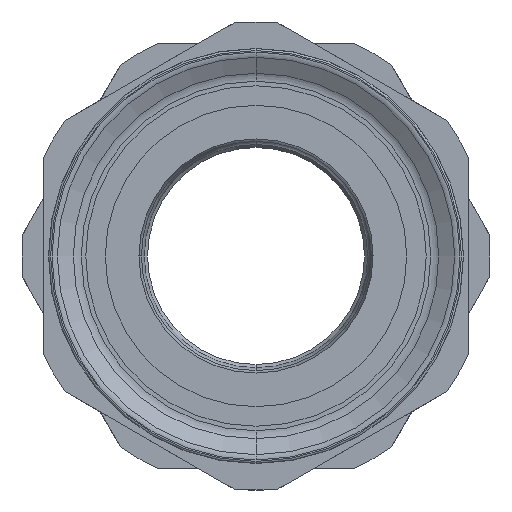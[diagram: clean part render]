
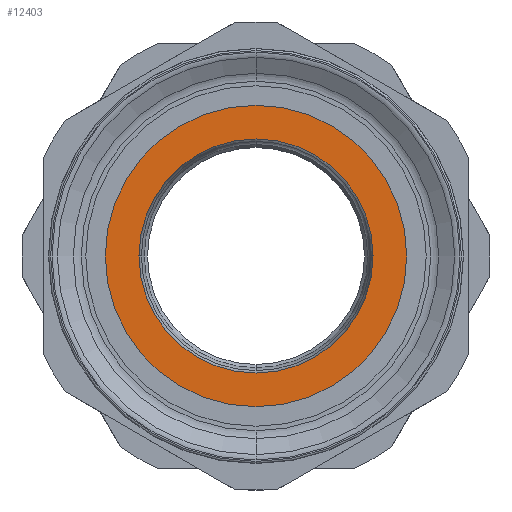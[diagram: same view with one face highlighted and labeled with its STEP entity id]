
A CAD part, front view. The second image highlights one B-rep face of the part: STEP entity #12403.
In plain terms, the highlighted face is planar.
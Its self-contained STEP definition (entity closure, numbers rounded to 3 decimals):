
#3331=CARTESIAN_POINT('',(-170.293,257.202,0.));
#3332=DIRECTION('',(-1.,0.,0.));
#3333=DIRECTION('',(0.,-1.,0.));
#3334=AXIS2_PLACEMENT_3D('',#3331,#3332,#3333);
#3340=CARTESIAN_POINT('',(-170.293,257.202,0.));
#3341=DIRECTION('',(-1.,0.,0.));
#3342=DIRECTION('',(0.,1.,0.));
#3343=AXIS2_PLACEMENT_3D('',#3340,#3341,#3342);
#3345=CARTESIAN_POINT('',(-170.293,257.202,0.));
#3346=DIRECTION('',(1.,0.,0.));
#3347=DIRECTION('',(0.,1.,0.));
#3348=AXIS2_PLACEMENT_3D('',#3345,#3346,#3347);
#3350=CARTESIAN_POINT('',(-170.293,257.202,0.));
#3351=DIRECTION('',(1.,0.,0.));
#3352=DIRECTION('',(0.,-1.,0.));
#3353=AXIS2_PLACEMENT_3D('',#3350,#3351,#3352);
#7346=CARTESIAN_POINT('',(-170.293,250.122,0.));
#7347=CARTESIAN_POINT('',(-170.293,264.282,0.));
#7348=VERTEX_POINT('',#7346);
#7349=VERTEX_POINT('',#7347);
#8748=CARTESIAN_POINT('',(-170.293,262.702,0.));
#8749=CARTESIAN_POINT('',(-170.293,251.702,0.));
#8750=VERTEX_POINT('',#8748);
#8751=VERTEX_POINT('',#8749);
#12388=CARTESIAN_POINT('',(-170.293,263.492,0.));
#12389=DIRECTION('',(-1.,0.,0.));
#12390=DIRECTION('',(0.,1.,0.));
#12391=AXIS2_PLACEMENT_3D('',#12388,#12389,#12390);
#12392=PLANE('',#12391);
#12394=ORIENTED_EDGE('',*,*,#12393,.F.);
#12396=ORIENTED_EDGE('',*,*,#12395,.F.);
#12397=EDGE_LOOP('',(#12394,#12396));
#12398=FACE_OUTER_BOUND('',#12397,.F.);
#12399=ORIENTED_EDGE('',*,*,#12379,.F.);
#12400=ORIENTED_EDGE('',*,*,#12363,.F.);
#12401=EDGE_LOOP('',(#12399,#12400));
#12402=FACE_BOUND('',#12401,.F.);
#12403=ADVANCED_FACE('',(#12398,#12402),#12392,.F.);
#3335=CIRCLE('',#3334,5.5);
#3344=CIRCLE('',#3343,5.5);
#3349=CIRCLE('',#3348,7.08);
#3354=CIRCLE('',#3353,7.08);
#12363=EDGE_CURVE('',#8751,#8750,#3335,.T.);
#12379=EDGE_CURVE('',#8750,#8751,#3344,.T.);
#12393=EDGE_CURVE('',#7349,#7348,#3349,.T.);
#12395=EDGE_CURVE('',#7348,#7349,#3354,.T.);
